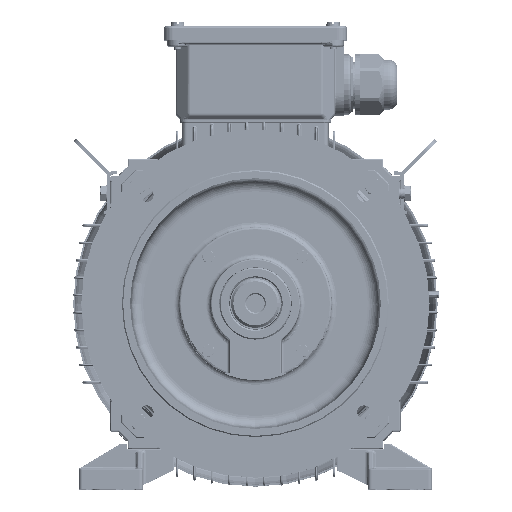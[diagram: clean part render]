
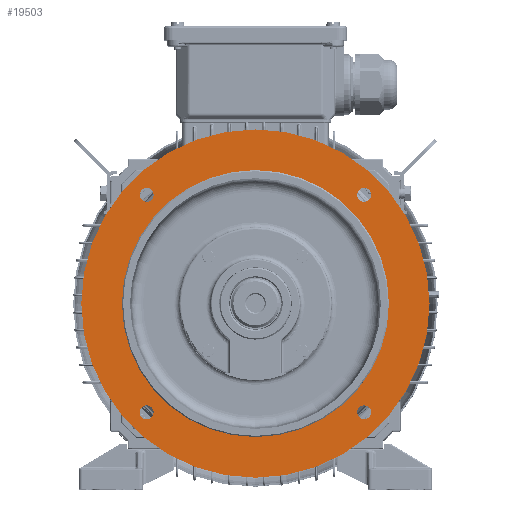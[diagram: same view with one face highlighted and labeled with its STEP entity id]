
A CAD part, top view. The second image highlights one B-rep face of the part: STEP entity #19503.
In plain terms, the highlighted planar face has unit normal (0, 0, 1).
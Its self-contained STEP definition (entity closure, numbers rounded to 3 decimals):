
#12291=PLANE('',#158644);
#14436=FACE_BOUND('',#39544,.T.);
#14437=FACE_BOUND('',#39545,.T.);
#14438=FACE_BOUND('',#39546,.T.);
#14439=FACE_BOUND('',#39547,.T.);
#14440=FACE_BOUND('',#39548,.T.);
#14441=FACE_BOUND('',#39549,.T.);
#19503=ADVANCED_FACE('',(#14436,#14437,#14438,#14439,#14440,#14441),#12291,
 .T.);
#39544=EDGE_LOOP('',(#92975));
#39545=EDGE_LOOP('',(#92976));
#39546=EDGE_LOOP('',(#92977));
#39547=EDGE_LOOP('',(#92978));
#39548=EDGE_LOOP('',(#92979));
#39549=EDGE_LOOP('',(#92980));
#92975=ORIENTED_EDGE('',*,*,#138108,.T.);
#92976=ORIENTED_EDGE('',*,*,#138109,.T.);
#92977=ORIENTED_EDGE('',*,*,#138110,.T.);
#92978=ORIENTED_EDGE('',*,*,#138111,.F.);
#92979=ORIENTED_EDGE('',*,*,#138112,.T.);
#92980=ORIENTED_EDGE('',*,*,#138113,.T.);
#119971=VERTEX_POINT('',#245163);
#119972=VERTEX_POINT('',#245165);
#119973=VERTEX_POINT('',#245167);
#119974=VERTEX_POINT('',#245169);
#119975=VERTEX_POINT('',#245171);
#119976=VERTEX_POINT('',#245173);
#138108=EDGE_CURVE('',#119971,#119971,#149274,.T.);
#138109=EDGE_CURVE('',#119972,#119972,#149275,.T.);
#138110=EDGE_CURVE('',#119973,#119973,#149276,.T.);
#138111=EDGE_CURVE('',#119974,#119974,#149277,.T.);
#138112=EDGE_CURVE('',#119975,#119975,#149278,.T.);
#138113=EDGE_CURVE('',#119976,#119976,#149279,.T.);
#149274=CIRCLE('',#158638,6.);
#149275=CIRCLE('',#158639,6.);
#149276=CIRCLE('',#158640,115.);
#149277=CIRCLE('',#158641,150.);
#149278=CIRCLE('',#158642,6.);
#149279=CIRCLE('',#158643,6.);
#158638=AXIS2_PLACEMENT_3D('',#245162,#186624,#186625);
#158639=AXIS2_PLACEMENT_3D('',#245164,#186626,#186627);
#158640=AXIS2_PLACEMENT_3D('',#245166,#186628,#186629);
#158641=AXIS2_PLACEMENT_3D('',#245168,#186630,#186631);
#158642=AXIS2_PLACEMENT_3D('',#245170,#186632,#186633);
#158643=AXIS2_PLACEMENT_3D('',#245172,#186634,#186635);
#158644=AXIS2_PLACEMENT_3D('',#245174,#186636,#186637);
#186624=DIRECTION('',(0.,0.,-1.));
#186625=DIRECTION('',(-0.707,-0.707,0.));
#186626=DIRECTION('',(0.,0.,-1.));
#186627=DIRECTION('',(-0.707,-0.707,0.));
#186628=DIRECTION('',(0.,0.,-1.));
#186629=DIRECTION('',(1.,0.,0.));
#186630=DIRECTION('',(0.,0.,-1.));
#186631=DIRECTION('',(1.,0.,0.));
#186632=DIRECTION('',(0.,0.,-1.));
#186633=DIRECTION('',(-0.707,-0.707,0.));
#186634=DIRECTION('',(0.,0.,-1.));
#186635=DIRECTION('',(-0.707,-0.707,0.));
#186636=DIRECTION('',(0.,0.,1.));
#186637=DIRECTION('',(-1.,0.,0.));
#245162=CARTESIAN_POINT('',(93.692,91.109,213.457));
#245163=CARTESIAN_POINT('',(89.449,86.867,213.457));
#245164=CARTESIAN_POINT('',(93.692,-96.274,213.457));
#245165=CARTESIAN_POINT('',(89.449,-100.516,213.457));
#245166=CARTESIAN_POINT('',(0.,-2.582,213.457));
#245167=CARTESIAN_POINT('',(115.,-2.582,213.457));
#245168=CARTESIAN_POINT('',(0.,-2.582,213.457));
#245169=CARTESIAN_POINT('',(150.,-2.582,213.457));
#245170=CARTESIAN_POINT('',(-93.692,-96.274,213.457));
#245171=CARTESIAN_POINT('',(-97.934,-100.516,213.457));
#245172=CARTESIAN_POINT('',(-93.692,91.109,213.457));
#245173=CARTESIAN_POINT('',(-97.934,86.867,213.457));
#245174=CARTESIAN_POINT('',(-150.,-2.582,213.457));
